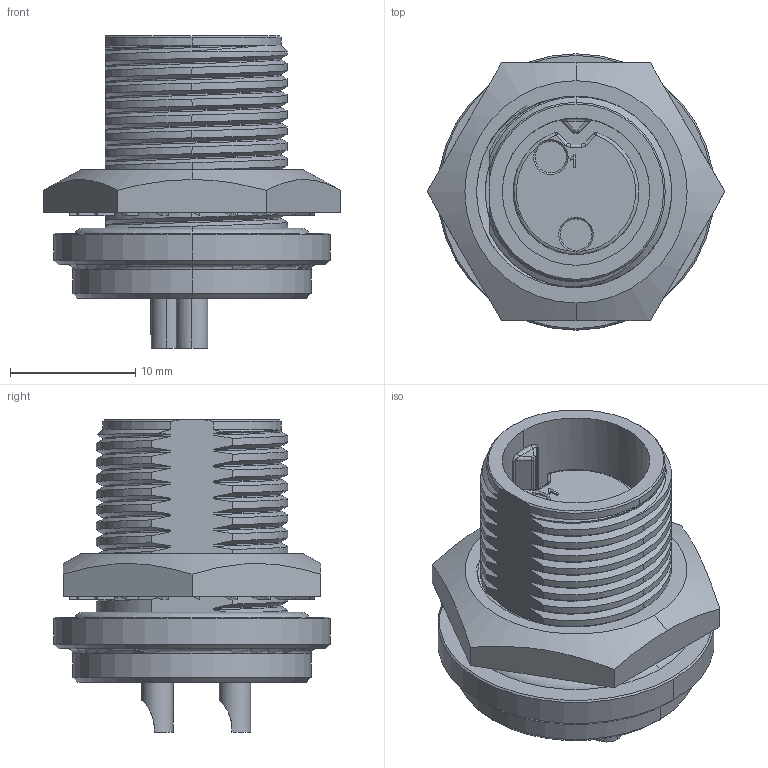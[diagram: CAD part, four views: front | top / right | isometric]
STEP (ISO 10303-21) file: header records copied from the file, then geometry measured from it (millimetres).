
FILE_DESCRIPTION (( 'STEP AP203' ), '1' );
FILE_NAME ('SF7382-2SG-3ES.STEP', '2018-08-10T20:01:37', ( '' ), ( '' ), 'SwSTEP 2.0', 'SolidWorks 2017', '' );
FILE_SCHEMA (( 'CONFIG_CONTROL_DESIGN' ));
Length unit declared in the file: inch
Products named in the file (1): SF7382-2SG-3ES
Bounding box: 23.82 x 22.1 x 24.97 mm (x, y, z)
Volume: 4351.7 mm3; surface area: 3484.3 mm2
Topology: 2 solids, 2 shells, 340 faces, 845 edges, 535 vertices
Faces by surface type: plane 176, cylinder 81, bspline 43, cone 27, torus 9, sphere 4
Entity records: 25329 total; most frequent: CARTESIAN_POINT 17756, ORIENTED_EDGE 1684, DIRECTION 1367, EDGE_CURVE 842, VERTEX_POINT 535, VECTOR 511, LINE 511, AXIS2_PLACEMENT_3D 428
